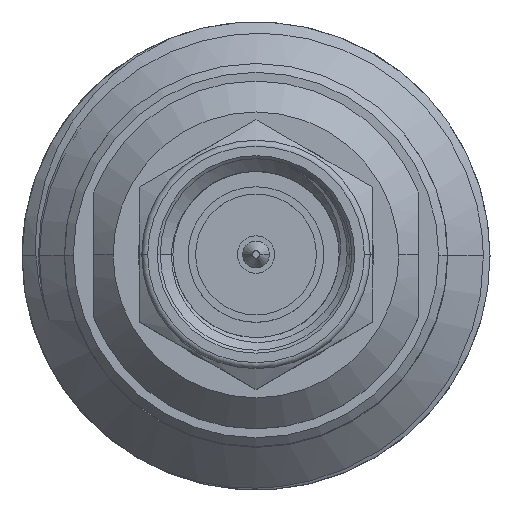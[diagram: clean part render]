
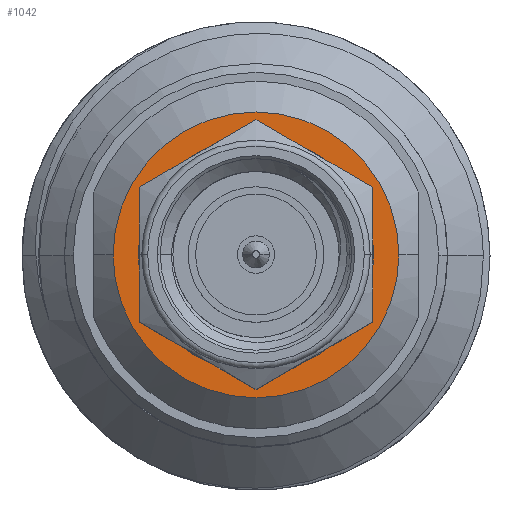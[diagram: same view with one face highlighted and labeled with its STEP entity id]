
A CAD part, top view. The second image highlights one B-rep face of the part: STEP entity #1042.
In plain terms, the highlighted planar face has unit normal (0, 0, 1).
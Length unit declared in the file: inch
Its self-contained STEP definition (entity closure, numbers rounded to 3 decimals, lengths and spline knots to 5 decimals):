
#79 = CARTESIAN_POINT ( 'NONE',  ( 0., 0., 0.27559 ) ) ;
#453 = AXIS2_PLACEMENT_3D ( 'NONE', #4523, #3287, #5011 ) ;
#748 = VERTEX_POINT ( 'NONE', #3599 ) ;
#858 = EDGE_CURVE ( 'NONE', #2916, #2974, #1154, .T. ) ;
#1042 = ADVANCED_FACE ( 'NONE', ( #5169, #2156 ), #3589, .T. ) ;
#1154 = CIRCLE ( 'NONE', #3205, 0.15748 ) ;
#1259 = DIRECTION ( 'NONE',  ( 1., 0., 0. ) ) ;
#1283 = CARTESIAN_POINT ( 'NONE',  ( 0., 0., 0.27559 ) ) ;
#1749 = CARTESIAN_POINT ( 'NONE',  ( 0., 0., 0.27559 ) ) ;
#2011 = ORIENTED_EDGE ( 'NONE', *, *, #7046, .T. ) ;
#2138 = ORIENTED_EDGE ( 'NONE', *, *, #858, .T. ) ;
#2156 = FACE_BOUND ( 'NONE', #6513, .T. ) ;
#2228 = DIRECTION ( 'NONE',  ( 0., 0., -1. ) ) ;
#2272 = DIRECTION ( 'NONE',  ( 1., 0., 0. ) ) ;
#2325 = DIRECTION ( 'NONE',  ( 0., 0., -1. ) ) ;
#2916 = VERTEX_POINT ( 'NONE', #7402 ) ;
#2974 = VERTEX_POINT ( 'NONE', #4275 ) ;
#3028 = EDGE_LOOP ( 'NONE', ( #4371, #5763 ) ) ;
#3205 = AXIS2_PLACEMENT_3D ( 'NONE', #3893, #2228, #2272 ) ;
#3236 = EDGE_CURVE ( 'NONE', #748, #5013, #6636, .T. ) ;
#3287 = DIRECTION ( 'NONE',  ( 0., 0., 1. ) ) ;
#3529 = CARTESIAN_POINT ( 'NONE',  ( -0.19094, 0., 0.27559 ) ) ;
#3543 = AXIS2_PLACEMENT_3D ( 'NONE', #1283, #4681, #6946 ) ;
#3589 = PLANE ( 'NONE',  #7142 ) ;
#3599 = CARTESIAN_POINT ( 'NONE',  ( 0.19094, 0., 0.27559 ) ) ;
#3893 = CARTESIAN_POINT ( 'NONE',  ( 0., 0., 0.27559 ) ) ;
#4275 = CARTESIAN_POINT ( 'NONE',  ( -0.15748, 0., 0.27559 ) ) ;
#4371 = ORIENTED_EDGE ( 'NONE', *, *, #7184, .T. ) ;
#4523 = CARTESIAN_POINT ( 'NONE',  ( 0., 0., 0.27559 ) ) ;
#4681 = DIRECTION ( 'NONE',  ( 0., 0., 1. ) ) ;
#5011 = DIRECTION ( 'NONE',  ( 1., 0., 0. ) ) ;
#5013 = VERTEX_POINT ( 'NONE', #3529 ) ;
#5169 = FACE_OUTER_BOUND ( 'NONE', #3028, .T. ) ;
#5763 = ORIENTED_EDGE ( 'NONE', *, *, #3236, .T. ) ;
#5871 = DIRECTION ( 'NONE',  ( 0., 0., 1. ) ) ;
#6330 = CIRCLE ( 'NONE', #453, 0.19094 ) ;
#6513 = EDGE_LOOP ( 'NONE', ( #2011, #2138 ) ) ;
#6548 = CIRCLE ( 'NONE', #6787, 0.15748 ) ;
#6636 = CIRCLE ( 'NONE', #3543, 0.19094 ) ;
#6787 = AXIS2_PLACEMENT_3D ( 'NONE', #1749, #2325, #1259 ) ;
#6946 = DIRECTION ( 'NONE',  ( 1., 0., 0. ) ) ;
#7046 = EDGE_CURVE ( 'NONE', #2974, #2916, #6548, .T. ) ;
#7051 = DIRECTION ( 'NONE',  ( 1., 0., 0. ) ) ;
#7142 = AXIS2_PLACEMENT_3D ( 'NONE', #79, #5871, #7051 ) ;
#7184 = EDGE_CURVE ( 'NONE', #5013, #748, #6330, .T. ) ;
#7402 = CARTESIAN_POINT ( 'NONE',  ( 0.15748, 0., 0.27559 ) ) ;
